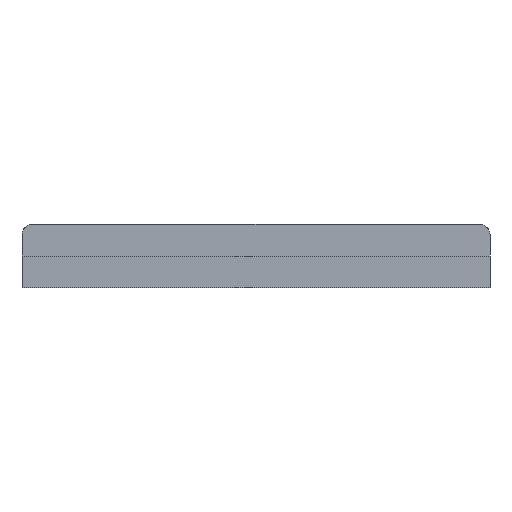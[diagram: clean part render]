
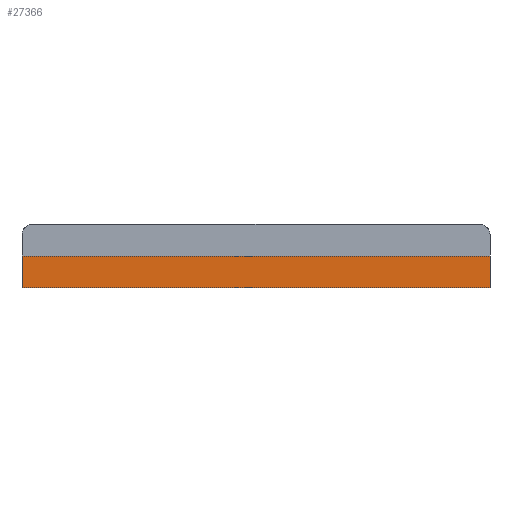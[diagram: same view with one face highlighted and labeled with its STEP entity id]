
A CAD part, front view. The second image highlights one B-rep face of the part: STEP entity #27366.
In plain terms, the highlighted free-form (B-spline) face has degree [1, 1] with [2, 2] control points.
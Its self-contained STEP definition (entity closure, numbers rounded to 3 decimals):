
#26311 = B_SPLINE_SURFACE_WITH_KNOTS('',1,1,(
    (#26312,#26313)
    ,(#26314,#26315
    )),.UNSPECIFIED.,.F.,.F.,.F.,(2,2),(2,2),(-11.001,11.001),(-4.501,
    4.501),.PIECEWISE_BEZIER_KNOTS.);
#26312 = CARTESIAN_POINT('',(110.01,-45.01,0.));
#26313 = CARTESIAN_POINT('',(110.01,45.01,0.));
#26314 = CARTESIAN_POINT('',(-110.01,-45.01,0.));
#26315 = CARTESIAN_POINT('',(-110.01,45.01,0.));
#26452 = VERTEX_POINT('',#26453);
#26453 = CARTESIAN_POINT('',(-110.,-45.,0.));
#26468 = B_SPLINE_SURFACE_WITH_KNOTS('',1,1,(
    (#26469,#26470)
    ,(#26471,#26472
    )),.UNSPECIFIED.,.F.,.F.,.F.,(2,2),(2,2),(-0.001,9.001),(-0.001,
    1.501),.PIECEWISE_BEZIER_KNOTS.);
#26469 = CARTESIAN_POINT('',(-110.,45.01,-0.01));
#26470 = CARTESIAN_POINT('',(-110.,45.01,15.01));
#26471 = CARTESIAN_POINT('',(-110.,-45.01,-0.01));
#26472 = CARTESIAN_POINT('',(-110.,-45.01,15.01));
#26508 = VERTEX_POINT('',#26509);
#26509 = CARTESIAN_POINT('',(110.,-45.,0.));
#26522 = B_SPLINE_SURFACE_WITH_KNOTS('',1,1,(
    (#26523,#26524)
    ,(#26525,#26526
    )),.UNSPECIFIED.,.F.,.F.,.F.,(2,2),(2,2),(-0.001,9.001),(-0.001,
    1.501),.PIECEWISE_BEZIER_KNOTS.);
#26523 = CARTESIAN_POINT('',(110.,-45.01,-0.01));
#26524 = CARTESIAN_POINT('',(110.,-45.01,15.01));
#26525 = CARTESIAN_POINT('',(110.,45.01,-0.01));
#26526 = CARTESIAN_POINT('',(110.,45.01,15.01));
#26534 = EDGE_CURVE('',#26508,#26452,#26535,.T.);
#26535 = SURFACE_CURVE('',#26536,(#26539,#26546),.PCURVE_S1.);
#26536 = B_SPLINE_CURVE_WITH_KNOTS('',1,(#26537,#26538),.UNSPECIFIED.,
  .F.,.F.,(2,2),(0.,22.),.PIECEWISE_BEZIER_KNOTS.);
#26537 = CARTESIAN_POINT('',(110.,-45.,0.));
#26538 = CARTESIAN_POINT('',(-110.,-45.,0.));
#26539 = PCURVE('',#26311,#26540);
#26540 = DEFINITIONAL_REPRESENTATION('',(#26541),#26545);
#26541 = LINE('',#26542,#26543);
#26542 = CARTESIAN_POINT('',(-11.,-4.5));
#26543 = VECTOR('',#26544,1.);
#26544 = DIRECTION('',(1.,0.));
#26545 = ( GEOMETRIC_REPRESENTATION_CONTEXT(2) 
PARAMETRIC_REPRESENTATION_CONTEXT() REPRESENTATION_CONTEXT('2D SPACE',''
  ) );
#26546 = PCURVE('',#26547,#26552);
#26547 = B_SPLINE_SURFACE_WITH_KNOTS('',1,1,(
    (#26548,#26549)
    ,(#26550,#26551
    )),.UNSPECIFIED.,.F.,.F.,.F.,(2,2),(2,2),(-0.001,22.001),(-0.001,
    1.501),.PIECEWISE_BEZIER_KNOTS.);
#26548 = CARTESIAN_POINT('',(-110.01,-45.,-0.01));
#26549 = CARTESIAN_POINT('',(-110.01,-45.,15.01));
#26550 = CARTESIAN_POINT('',(110.01,-45.,-0.01));
#26551 = CARTESIAN_POINT('',(110.01,-45.,15.01));
#26552 = DEFINITIONAL_REPRESENTATION('',(#26553),#26557);
#26553 = LINE('',#26554,#26555);
#26554 = CARTESIAN_POINT('',(22.,0.));
#26555 = VECTOR('',#26556,1.);
#26556 = DIRECTION('',(-1.,0.));
#26557 = ( GEOMETRIC_REPRESENTATION_CONTEXT(2) 
PARAMETRIC_REPRESENTATION_CONTEXT() REPRESENTATION_CONTEXT('2D SPACE',''
  ) );
#27040 = EDGE_CURVE('',#26452,#27041,#27043,.T.);
#27041 = VERTEX_POINT('',#27042);
#27042 = CARTESIAN_POINT('',(-110.,-45.,15.));
#27043 = SURFACE_CURVE('',#27044,(#27047,#27054),.PCURVE_S1.);
#27044 = B_SPLINE_CURVE_WITH_KNOTS('',1,(#27045,#27046),.UNSPECIFIED.,
  .F.,.F.,(2,2),(0.,1.5),.PIECEWISE_BEZIER_KNOTS.);
#27045 = CARTESIAN_POINT('',(-110.,-45.,0.));
#27046 = CARTESIAN_POINT('',(-110.,-45.,15.));
#27047 = PCURVE('',#26468,#27048);
#27048 = DEFINITIONAL_REPRESENTATION('',(#27049),#27053);
#27049 = LINE('',#27050,#27051);
#27050 = CARTESIAN_POINT('',(9.,0.));
#27051 = VECTOR('',#27052,1.);
#27052 = DIRECTION('',(0.,1.));
#27053 = ( GEOMETRIC_REPRESENTATION_CONTEXT(2) 
PARAMETRIC_REPRESENTATION_CONTEXT() REPRESENTATION_CONTEXT('2D SPACE',''
  ) );
#27054 = PCURVE('',#26547,#27055);
#27055 = DEFINITIONAL_REPRESENTATION('',(#27056),#27060);
#27056 = LINE('',#27057,#27058);
#27057 = CARTESIAN_POINT('',(0.,0.));
#27058 = VECTOR('',#27059,1.);
#27059 = DIRECTION('',(0.,1.));
#27060 = ( GEOMETRIC_REPRESENTATION_CONTEXT(2) 
PARAMETRIC_REPRESENTATION_CONTEXT() REPRESENTATION_CONTEXT('2D SPACE',''
  ) );
#27077 = B_SPLINE_SURFACE_WITH_KNOTS('',1,1,(
    (#27078,#27079)
    ,(#27080,#27081
    )),.UNSPECIFIED.,.F.,.F.,.F.,(2,2),(2,2),(-3.001,
    6.001),(-0.001,22.001),
  .PIECEWISE_BEZIER_KNOTS.);
#27078 = CARTESIAN_POINT('',(110.01,-45.01,15.));
#27079 = CARTESIAN_POINT('',(-110.01,-45.01,15.));
#27080 = CARTESIAN_POINT('',(110.01,45.01,15.));
#27081 = CARTESIAN_POINT('',(-110.01,45.01,15.));
#27326 = VERTEX_POINT('',#27327);
#27327 = CARTESIAN_POINT('',(110.,-45.,15.));
#27347 = EDGE_CURVE('',#26508,#27326,#27348,.T.);
#27348 = SURFACE_CURVE('',#27349,(#27352,#27359),.PCURVE_S1.);
#27349 = B_SPLINE_CURVE_WITH_KNOTS('',1,(#27350,#27351),.UNSPECIFIED.,
  .F.,.F.,(2,2),(0.,1.5),.PIECEWISE_BEZIER_KNOTS.);
#27350 = CARTESIAN_POINT('',(110.,-45.,0.));
#27351 = CARTESIAN_POINT('',(110.,-45.,15.));
#27352 = PCURVE('',#26522,#27353);
#27353 = DEFINITIONAL_REPRESENTATION('',(#27354),#27358);
#27354 = LINE('',#27355,#27356);
#27355 = CARTESIAN_POINT('',(0.,0.));
#27356 = VECTOR('',#27357,1.);
#27357 = DIRECTION('',(0.,1.));
#27358 = ( GEOMETRIC_REPRESENTATION_CONTEXT(2) 
PARAMETRIC_REPRESENTATION_CONTEXT() REPRESENTATION_CONTEXT('2D SPACE',''
  ) );
#27359 = PCURVE('',#26547,#27360);
#27360 = DEFINITIONAL_REPRESENTATION('',(#27361),#27365);
#27361 = LINE('',#27362,#27363);
#27362 = CARTESIAN_POINT('',(22.,0.));
#27363 = VECTOR('',#27364,1.);
#27364 = DIRECTION('',(0.,1.));
#27365 = ( GEOMETRIC_REPRESENTATION_CONTEXT(2) 
PARAMETRIC_REPRESENTATION_CONTEXT() REPRESENTATION_CONTEXT('2D SPACE',''
  ) );
#27366 = ADVANCED_FACE('',(#27367),#26547,.T.);
#27367 = FACE_BOUND('',#27368,.T.);
#27368 = EDGE_LOOP('',(#27369,#27370,#27371,#27372));
#27369 = ORIENTED_EDGE('',*,*,#27040,.F.);
#27370 = ORIENTED_EDGE('',*,*,#26534,.F.);
#27371 = ORIENTED_EDGE('',*,*,#27347,.T.);
#27372 = ORIENTED_EDGE('',*,*,#27373,.T.);
#27373 = EDGE_CURVE('',#27326,#27041,#27374,.T.);
#27374 = SURFACE_CURVE('',#27375,(#27378,#27385),.PCURVE_S1.);
#27375 = B_SPLINE_CURVE_WITH_KNOTS('',1,(#27376,#27377),.UNSPECIFIED.,
  .F.,.F.,(2,2),(-16.5,5.5),.PIECEWISE_BEZIER_KNOTS.);
#27376 = CARTESIAN_POINT('',(110.,-45.,15.));
#27377 = CARTESIAN_POINT('',(-110.,-45.,15.));
#27378 = PCURVE('',#26547,#27379);
#27379 = DEFINITIONAL_REPRESENTATION('',(#27380),#27384);
#27380 = LINE('',#27381,#27382);
#27381 = CARTESIAN_POINT('',(5.5,1.5));
#27382 = VECTOR('',#27383,1.);
#27383 = DIRECTION('',(-1.,0.));
#27384 = ( GEOMETRIC_REPRESENTATION_CONTEXT(2) 
PARAMETRIC_REPRESENTATION_CONTEXT() REPRESENTATION_CONTEXT('2D SPACE',''
  ) );
#27385 = PCURVE('',#27077,#27386);
#27386 = DEFINITIONAL_REPRESENTATION('',(#27387),#27391);
#27387 = LINE('',#27388,#27389);
#27388 = CARTESIAN_POINT('',(-3.,16.5));
#27389 = VECTOR('',#27390,1.);
#27390 = DIRECTION('',(0.,1.));
#27391 = ( GEOMETRIC_REPRESENTATION_CONTEXT(2) 
PARAMETRIC_REPRESENTATION_CONTEXT() REPRESENTATION_CONTEXT('2D SPACE',''
  ) );
